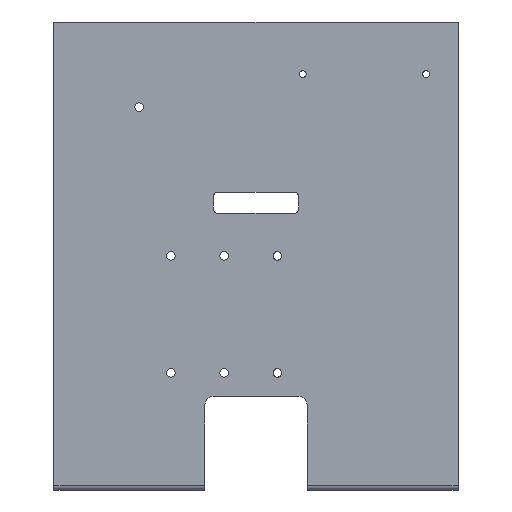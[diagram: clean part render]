
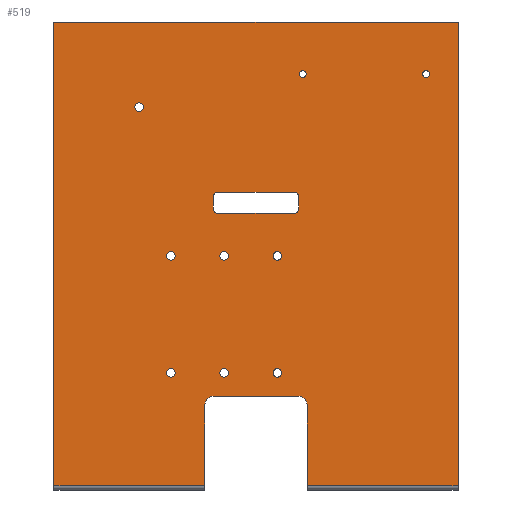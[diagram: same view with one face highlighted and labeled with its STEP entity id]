
A CAD part, top view. The second image highlights one B-rep face of the part: STEP entity #519.
In plain terms, the highlighted planar face has unit normal (0, 0, 1).
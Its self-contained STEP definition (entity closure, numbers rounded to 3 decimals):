
#57 = VERTEX_POINT('',#58);
#58 = CARTESIAN_POINT('',(95.,200.,5.));
#64 = EDGE_CURVE('',#65,#57,#67,.T.);
#65 = VERTEX_POINT('',#66);
#66 = CARTESIAN_POINT('',(95.,-18.,5.));
#67 = LINE('',#68,#69);
#68 = CARTESIAN_POINT('',(95.,-20.,5.));
#69 = VECTOR('',#70,1.);
#70 = DIRECTION('',(0.,1.,0.));
#256 = VERTEX_POINT('',#257);
#257 = CARTESIAN_POINT('',(24.,-18.,5.));
#264 = EDGE_CURVE('',#256,#65,#265,.T.);
#265 = LINE('',#266,#267);
#266 = CARTESIAN_POINT('',(24.,-18.,5.));
#267 = VECTOR('',#268,1.);
#268 = DIRECTION('',(1.,0.,0.));
#519 = ADVANCED_FACE('',(#520,#588,#599,#610,#621,#632,#643,#654,#724,
    #735,#746),#757,.T.);
#520 = FACE_BOUND('',#521,.T.);
#521 = EDGE_LOOP('',(#522,#523,#531,#539,#547,#555,#564,#572,#581,#587)
  );
#522 = ORIENTED_EDGE('',*,*,#64,.T.);
#523 = ORIENTED_EDGE('',*,*,#524,.T.);
#524 = EDGE_CURVE('',#57,#525,#527,.T.);
#525 = VERTEX_POINT('',#526);
#526 = CARTESIAN_POINT('',(-95.,200.,5.));
#527 = LINE('',#528,#529);
#528 = CARTESIAN_POINT('',(95.,200.,5.));
#529 = VECTOR('',#530,1.);
#530 = DIRECTION('',(-1.,0.,0.));
#531 = ORIENTED_EDGE('',*,*,#532,.T.);
#532 = EDGE_CURVE('',#525,#533,#535,.T.);
#533 = VERTEX_POINT('',#534);
#534 = CARTESIAN_POINT('',(-95.,-18.,5.));
#535 = LINE('',#536,#537);
#536 = CARTESIAN_POINT('',(-95.,200.,5.));
#537 = VECTOR('',#538,1.);
#538 = DIRECTION('',(0.,-1.,0.));
#539 = ORIENTED_EDGE('',*,*,#540,.T.);
#540 = EDGE_CURVE('',#533,#541,#543,.T.);
#541 = VERTEX_POINT('',#542);
#542 = CARTESIAN_POINT('',(-24.,-18.,5.));
#543 = LINE('',#544,#545);
#544 = CARTESIAN_POINT('',(-95.,-18.,5.));
#545 = VECTOR('',#546,1.);
#546 = DIRECTION('',(1.,0.,0.));
#547 = ORIENTED_EDGE('',*,*,#548,.F.);
#548 = EDGE_CURVE('',#549,#541,#551,.T.);
#549 = VERTEX_POINT('',#550);
#550 = CARTESIAN_POINT('',(-24.,20.,5.));
#551 = LINE('',#552,#553);
#552 = CARTESIAN_POINT('',(-24.,20.,5.));
#553 = VECTOR('',#554,1.);
#554 = DIRECTION('',(0.,-1.,0.));
#555 = ORIENTED_EDGE('',*,*,#556,.F.);
#556 = EDGE_CURVE('',#557,#549,#559,.T.);
#557 = VERTEX_POINT('',#558);
#558 = CARTESIAN_POINT('',(-20.,24.,5.));
#559 = CIRCLE('',#560,4.);
#560 = AXIS2_PLACEMENT_3D('',#561,#562,#563);
#561 = CARTESIAN_POINT('',(-20.,20.,5.));
#562 = DIRECTION('',(0.,0.,1.));
#563 = DIRECTION('',(1.,0.,0.));
#564 = ORIENTED_EDGE('',*,*,#565,.F.);
#565 = EDGE_CURVE('',#566,#557,#568,.T.);
#566 = VERTEX_POINT('',#567);
#567 = CARTESIAN_POINT('',(20.,24.,5.));
#568 = LINE('',#569,#570);
#569 = CARTESIAN_POINT('',(20.,24.,5.));
#570 = VECTOR('',#571,1.);
#571 = DIRECTION('',(-1.,0.,0.));
#572 = ORIENTED_EDGE('',*,*,#573,.F.);
#573 = EDGE_CURVE('',#574,#566,#576,.T.);
#574 = VERTEX_POINT('',#575);
#575 = CARTESIAN_POINT('',(24.,20.,5.));
#576 = CIRCLE('',#577,4.);
#577 = AXIS2_PLACEMENT_3D('',#578,#579,#580);
#578 = CARTESIAN_POINT('',(20.,20.,5.));
#579 = DIRECTION('',(0.,0.,1.));
#580 = DIRECTION('',(1.,0.,0.));
#581 = ORIENTED_EDGE('',*,*,#582,.F.);
#582 = EDGE_CURVE('',#256,#574,#583,.T.);
#583 = LINE('',#584,#585);
#584 = CARTESIAN_POINT('',(24.,-20.,5.));
#585 = VECTOR('',#586,1.);
#586 = DIRECTION('',(0.,1.,0.));
#587 = ORIENTED_EDGE('',*,*,#264,.T.);
#588 = FACE_BOUND('',#589,.T.);
#589 = EDGE_LOOP('',(#590));
#590 = ORIENTED_EDGE('',*,*,#591,.F.);
#591 = EDGE_CURVE('',#592,#592,#594,.T.);
#592 = VERTEX_POINT('',#593);
#593 = CARTESIAN_POINT('',(-38.,35.,5.));
#594 = CIRCLE('',#595,2.);
#595 = AXIS2_PLACEMENT_3D('',#596,#597,#598);
#596 = CARTESIAN_POINT('',(-40.,35.,5.));
#597 = DIRECTION('',(0.,0.,1.));
#598 = DIRECTION('',(1.,0.,0.));
#599 = FACE_BOUND('',#600,.T.);
#600 = EDGE_LOOP('',(#601));
#601 = ORIENTED_EDGE('',*,*,#602,.F.);
#602 = EDGE_CURVE('',#603,#603,#605,.T.);
#603 = VERTEX_POINT('',#604);
#604 = CARTESIAN_POINT('',(-13.,35.,5.));
#605 = CIRCLE('',#606,2.);
#606 = AXIS2_PLACEMENT_3D('',#607,#608,#609);
#607 = CARTESIAN_POINT('',(-15.,35.,5.));
#608 = DIRECTION('',(0.,0.,1.));
#609 = DIRECTION('',(1.,0.,0.));
#610 = FACE_BOUND('',#611,.T.);
#611 = EDGE_LOOP('',(#612));
#612 = ORIENTED_EDGE('',*,*,#613,.F.);
#613 = EDGE_CURVE('',#614,#614,#616,.T.);
#614 = VERTEX_POINT('',#615);
#615 = CARTESIAN_POINT('',(12.,35.,5.));
#616 = CIRCLE('',#617,2.);
#617 = AXIS2_PLACEMENT_3D('',#618,#619,#620);
#618 = CARTESIAN_POINT('',(10.,35.,5.));
#619 = DIRECTION('',(0.,0.,1.));
#620 = DIRECTION('',(1.,0.,0.));
#621 = FACE_BOUND('',#622,.T.);
#622 = EDGE_LOOP('',(#623));
#623 = ORIENTED_EDGE('',*,*,#624,.F.);
#624 = EDGE_CURVE('',#625,#625,#627,.T.);
#625 = VERTEX_POINT('',#626);
#626 = CARTESIAN_POINT('',(-38.,90.,5.));
#627 = CIRCLE('',#628,2.);
#628 = AXIS2_PLACEMENT_3D('',#629,#630,#631);
#629 = CARTESIAN_POINT('',(-40.,90.,5.));
#630 = DIRECTION('',(0.,0.,1.));
#631 = DIRECTION('',(1.,0.,0.));
#632 = FACE_BOUND('',#633,.T.);
#633 = EDGE_LOOP('',(#634));
#634 = ORIENTED_EDGE('',*,*,#635,.F.);
#635 = EDGE_CURVE('',#636,#636,#638,.T.);
#636 = VERTEX_POINT('',#637);
#637 = CARTESIAN_POINT('',(-13.,90.,5.));
#638 = CIRCLE('',#639,2.);
#639 = AXIS2_PLACEMENT_3D('',#640,#641,#642);
#640 = CARTESIAN_POINT('',(-15.,90.,5.));
#641 = DIRECTION('',(0.,0.,1.));
#642 = DIRECTION('',(1.,0.,0.));
#643 = FACE_BOUND('',#644,.T.);
#644 = EDGE_LOOP('',(#645));
#645 = ORIENTED_EDGE('',*,*,#646,.F.);
#646 = EDGE_CURVE('',#647,#647,#649,.T.);
#647 = VERTEX_POINT('',#648);
#648 = CARTESIAN_POINT('',(12.,90.,5.));
#649 = CIRCLE('',#650,2.);
#650 = AXIS2_PLACEMENT_3D('',#651,#652,#653);
#651 = CARTESIAN_POINT('',(10.,90.,5.));
#652 = DIRECTION('',(0.,0.,1.));
#653 = DIRECTION('',(1.,0.,0.));
#654 = FACE_BOUND('',#655,.T.);
#655 = EDGE_LOOP('',(#656,#666,#675,#683,#692,#700,#709,#717));
#656 = ORIENTED_EDGE('',*,*,#657,.F.);
#657 = EDGE_CURVE('',#658,#660,#662,.T.);
#658 = VERTEX_POINT('',#659);
#659 = CARTESIAN_POINT('',(-20.,118.,5.));
#660 = VERTEX_POINT('',#661);
#661 = CARTESIAN_POINT('',(-20.,112.,5.));
#662 = LINE('',#663,#664);
#663 = CARTESIAN_POINT('',(-20.,118.,5.));
#664 = VECTOR('',#665,1.);
#665 = DIRECTION('',(0.,-1.,0.));
#666 = ORIENTED_EDGE('',*,*,#667,.F.);
#667 = EDGE_CURVE('',#668,#658,#670,.T.);
#668 = VERTEX_POINT('',#669);
#669 = CARTESIAN_POINT('',(-18.,120.,5.));
#670 = CIRCLE('',#671,2.);
#671 = AXIS2_PLACEMENT_3D('',#672,#673,#674);
#672 = CARTESIAN_POINT('',(-18.,118.,5.));
#673 = DIRECTION('',(0.,0.,1.));
#674 = DIRECTION('',(1.,0.,0.));
#675 = ORIENTED_EDGE('',*,*,#676,.F.);
#676 = EDGE_CURVE('',#677,#668,#679,.T.);
#677 = VERTEX_POINT('',#678);
#678 = CARTESIAN_POINT('',(18.,120.,5.));
#679 = LINE('',#680,#681);
#680 = CARTESIAN_POINT('',(18.,120.,5.));
#681 = VECTOR('',#682,1.);
#682 = DIRECTION('',(-1.,0.,0.));
#683 = ORIENTED_EDGE('',*,*,#684,.F.);
#684 = EDGE_CURVE('',#685,#677,#687,.T.);
#685 = VERTEX_POINT('',#686);
#686 = CARTESIAN_POINT('',(20.,118.,5.));
#687 = CIRCLE('',#688,2.);
#688 = AXIS2_PLACEMENT_3D('',#689,#690,#691);
#689 = CARTESIAN_POINT('',(18.,118.,5.));
#690 = DIRECTION('',(0.,0.,1.));
#691 = DIRECTION('',(1.,0.,0.));
#692 = ORIENTED_EDGE('',*,*,#693,.F.);
#693 = EDGE_CURVE('',#694,#685,#696,.T.);
#694 = VERTEX_POINT('',#695);
#695 = CARTESIAN_POINT('',(20.,112.,5.));
#696 = LINE('',#697,#698);
#697 = CARTESIAN_POINT('',(20.,112.,5.));
#698 = VECTOR('',#699,1.);
#699 = DIRECTION('',(0.,1.,0.));
#700 = ORIENTED_EDGE('',*,*,#701,.F.);
#701 = EDGE_CURVE('',#702,#694,#704,.T.);
#702 = VERTEX_POINT('',#703);
#703 = CARTESIAN_POINT('',(18.,110.,5.));
#704 = CIRCLE('',#705,2.);
#705 = AXIS2_PLACEMENT_3D('',#706,#707,#708);
#706 = CARTESIAN_POINT('',(18.,112.,5.));
#707 = DIRECTION('',(0.,0.,1.));
#708 = DIRECTION('',(1.,0.,0.));
#709 = ORIENTED_EDGE('',*,*,#710,.F.);
#710 = EDGE_CURVE('',#711,#702,#713,.T.);
#711 = VERTEX_POINT('',#712);
#712 = CARTESIAN_POINT('',(-18.,110.,5.));
#713 = LINE('',#714,#715);
#714 = CARTESIAN_POINT('',(-18.,110.,5.));
#715 = VECTOR('',#716,1.);
#716 = DIRECTION('',(1.,0.,0.));
#717 = ORIENTED_EDGE('',*,*,#718,.F.);
#718 = EDGE_CURVE('',#660,#711,#719,.T.);
#719 = CIRCLE('',#720,2.);
#720 = AXIS2_PLACEMENT_3D('',#721,#722,#723);
#721 = CARTESIAN_POINT('',(-18.,112.,5.));
#722 = DIRECTION('',(0.,0.,1.));
#723 = DIRECTION('',(1.,0.,0.));
#724 = FACE_BOUND('',#725,.T.);
#725 = EDGE_LOOP('',(#726));
#726 = ORIENTED_EDGE('',*,*,#727,.F.);
#727 = EDGE_CURVE('',#728,#728,#730,.T.);
#728 = VERTEX_POINT('',#729);
#729 = CARTESIAN_POINT('',(-53.,160.,5.));
#730 = CIRCLE('',#731,2.);
#731 = AXIS2_PLACEMENT_3D('',#732,#733,#734);
#732 = CARTESIAN_POINT('',(-55.,160.,5.));
#733 = DIRECTION('',(0.,0.,1.));
#734 = DIRECTION('',(1.,0.,0.));
#735 = FACE_BOUND('',#736,.T.);
#736 = EDGE_LOOP('',(#737));
#737 = ORIENTED_EDGE('',*,*,#738,.F.);
#738 = EDGE_CURVE('',#739,#739,#741,.T.);
#739 = VERTEX_POINT('',#740);
#740 = CARTESIAN_POINT('',(23.6,175.5,5.));
#741 = CIRCLE('',#742,1.6);
#742 = AXIS2_PLACEMENT_3D('',#743,#744,#745);
#743 = CARTESIAN_POINT('',(22.,175.5,5.));
#744 = DIRECTION('',(0.,0.,1.));
#745 = DIRECTION('',(1.,0.,0.));
#746 = FACE_BOUND('',#747,.T.);
#747 = EDGE_LOOP('',(#748));
#748 = ORIENTED_EDGE('',*,*,#749,.F.);
#749 = EDGE_CURVE('',#750,#750,#752,.T.);
#750 = VERTEX_POINT('',#751);
#751 = CARTESIAN_POINT('',(81.6,175.5,5.));
#752 = CIRCLE('',#753,1.6);
#753 = AXIS2_PLACEMENT_3D('',#754,#755,#756);
#754 = CARTESIAN_POINT('',(80.,175.5,5.));
#755 = DIRECTION('',(0.,0.,1.));
#756 = DIRECTION('',(1.,0.,0.));
#757 = PLANE('',#758);
#758 = AXIS2_PLACEMENT_3D('',#759,#760,#761);
#759 = CARTESIAN_POINT('',(-0.655,92.829,5.));
#760 = DIRECTION('',(0.,0.,1.));
#761 = DIRECTION('',(1.,0.,0.));
